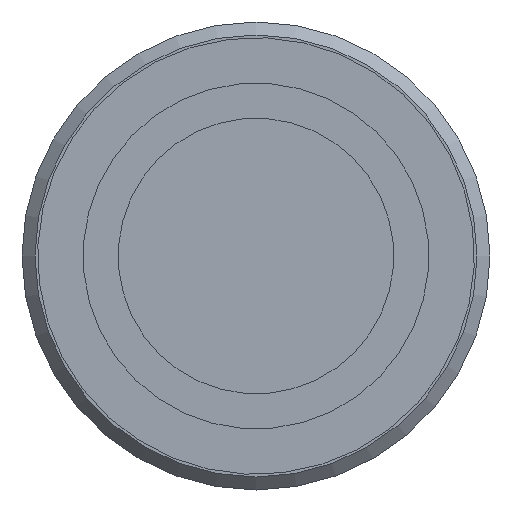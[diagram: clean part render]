
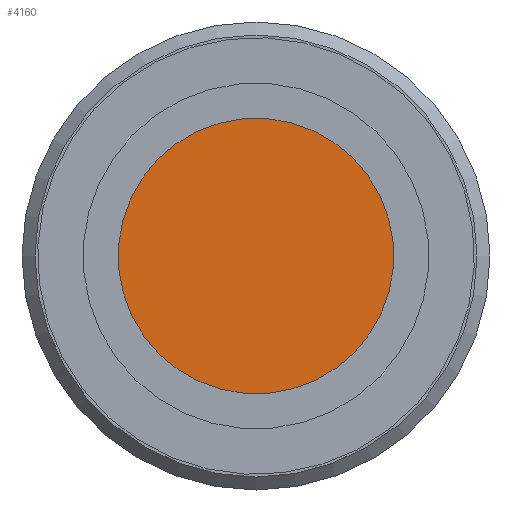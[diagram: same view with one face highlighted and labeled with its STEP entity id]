
A CAD part, front view. The second image highlights one B-rep face of the part: STEP entity #4160.
In plain terms, the highlighted planar face has unit normal (0, -1, 0).
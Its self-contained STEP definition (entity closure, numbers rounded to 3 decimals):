
#1273=FACE_OUTER_BOUND('',#1520,.T.);
#1520=EDGE_LOOP('',(#3017));
#1747=CIRCLE('',#4463,5.3);
#1887=VERTEX_POINT('',#7068);
#2316=EDGE_CURVE('',#1887,#1887,#1747,.T.);
#3017=ORIENTED_EDGE('',*,*,#2316,.T.);
#3959=PLANE('',#4462);
#4160=ADVANCED_FACE('',(#1273),#3959,.F.);
#4462=AXIS2_PLACEMENT_3D('',#7067,#4919,#4920);
#4463=AXIS2_PLACEMENT_3D('',#7069,#4921,#4922);
#4919=DIRECTION('center_axis',(0.,1.,0.));
#4920=DIRECTION('ref_axis',(-0.997,0.,0.078));
#4921=DIRECTION('center_axis',(0.,-1.,0.));
#4922=DIRECTION('ref_axis',(0.997,0.,-0.078));
#7067=CARTESIAN_POINT('Origin',(-7.15,186.351,-0.5));
#7068=CARTESIAN_POINT('',(-1.866,186.351,-0.911));
#7069=CARTESIAN_POINT('Origin',(-7.15,186.351,-0.5));
